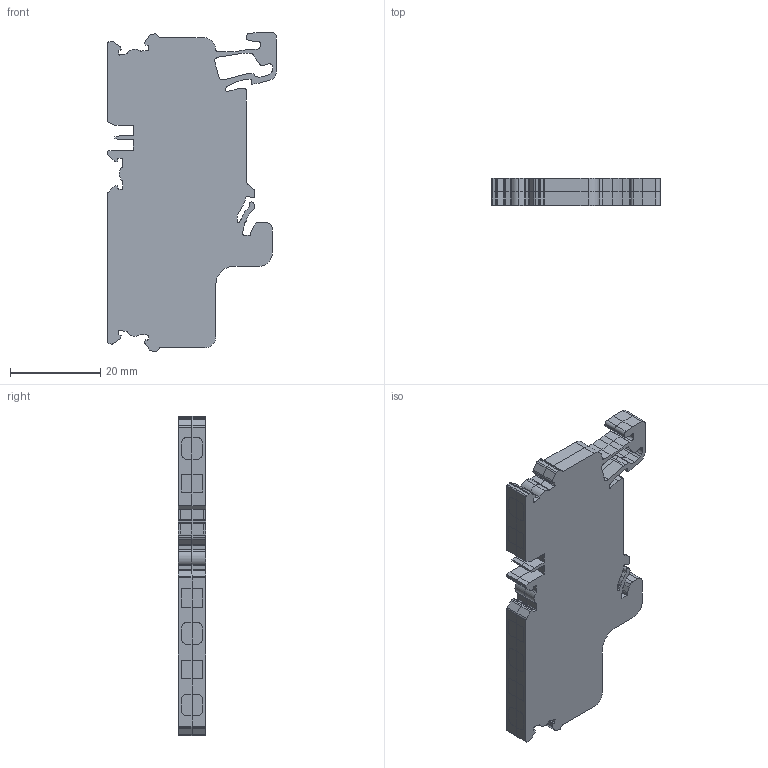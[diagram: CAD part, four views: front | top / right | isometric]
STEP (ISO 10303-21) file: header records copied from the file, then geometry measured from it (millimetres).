
FILE_DESCRIPTION (( 'STEP AP214' ), '1' );
FILE_NAME ('cx4_3PE.STEP', '2024-11-20T08:28:14', ( '' ), ( '' ), 'SwSTEP 2.0', 'SolidWorks 2022', '' );
FILE_SCHEMA (( 'AUTOMOTIVE_DESIGN' ));
Length unit declared in the file: millimetre
Products named in the file (1): cx4_3PE
Bounding box: 37.4 x 6 x 70.8 mm (x, y, z)
Volume: 11643.8 mm3; surface area: 9754.6 mm2
Topology: 2 solids, 2 shells, 514 faces, 1530 edges, 1020 vertices
Faces by surface type: plane 272, cylinder 242
Entity records: 17585 total; most frequent: CARTESIAN_POINT 3065, ORIENTED_EDGE 3060, DIRECTION 3044, EDGE_CURVE 1530, VECTOR 1046, LINE 1046, VERTEX_POINT 1020, AXIS2_PLACEMENT_3D 999
